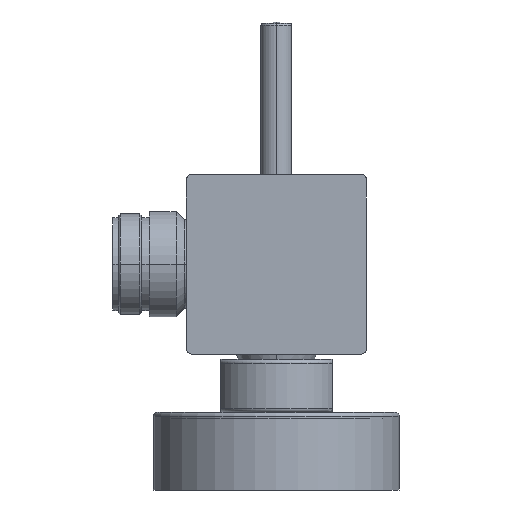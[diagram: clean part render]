
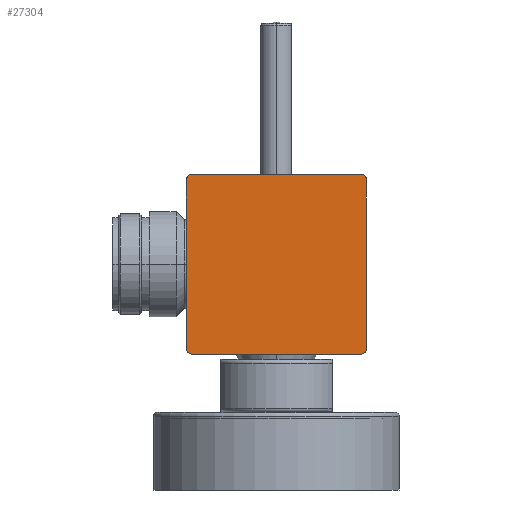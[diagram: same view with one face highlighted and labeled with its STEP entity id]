
A CAD part, left-side view. The second image highlights one B-rep face of the part: STEP entity #27304.
In plain terms, the highlighted planar face has unit normal (-1, 0, 0).
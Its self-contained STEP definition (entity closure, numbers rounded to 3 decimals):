
#30=DIRECTION('',(0.,-1.,0.));
#31=VECTOR('',#30,43.5);
#32=CARTESIAN_POINT('',(-95.,21.75,23.25));
#33=LINE('',#32,#31);
#46=CARTESIAN_POINT('',(-95.,-21.75,21.75));
#47=DIRECTION('',(-1.,0.,0.));
#48=DIRECTION('',(0.,-1.,0.));
#49=AXIS2_PLACEMENT_3D('',#46,#47,#48);
#66=CARTESIAN_POINT('',(-95.,21.75,21.75));
#67=DIRECTION('',(-1.,0.,0.));
#68=DIRECTION('',(0.,0.,1.));
#69=AXIS2_PLACEMENT_3D('',#66,#67,#68);
#76=DIRECTION('',(0.,0.,1.));
#77=VECTOR('',#76,43.5);
#78=CARTESIAN_POINT('',(-95.,23.25,-21.75));
#79=LINE('',#78,#77);
#102=CARTESIAN_POINT('',(-95.,21.75,-21.75));
#103=DIRECTION('',(-1.,0.,0.));
#104=DIRECTION('',(0.,1.,0.));
#105=AXIS2_PLACEMENT_3D('',#102,#103,#104);
#124=DIRECTION('',(0.,1.,0.));
#125=VECTOR('',#124,43.5);
#126=CARTESIAN_POINT('',(-95.,-21.75,-23.25));
#127=LINE('',#126,#125);
#148=CARTESIAN_POINT('',(-95.,-21.75,-21.75));
#149=DIRECTION('',(-1.,0.,0.));
#150=DIRECTION('',(0.,0.,-1.));
#151=AXIS2_PLACEMENT_3D('',#148,#149,#150);
#170=DIRECTION('',(0.,0.,-1.));
#171=VECTOR('',#170,43.5);
#172=CARTESIAN_POINT('',(-95.,-23.25,21.75));
#173=LINE('',#172,#171);
#22923=CARTESIAN_POINT('',(-95.,21.75,23.25));
#22924=CARTESIAN_POINT('',(-95.,-21.75,23.25));
#22925=VERTEX_POINT('',#22923);
#22926=VERTEX_POINT('',#22924);
#22927=CARTESIAN_POINT('',(-95.,-23.25,21.75));
#22928=CARTESIAN_POINT('',(-95.,-23.25,-21.75));
#22929=VERTEX_POINT('',#22927);
#22930=VERTEX_POINT('',#22928);
#22931=CARTESIAN_POINT('',(-95.,-21.75,-23.25));
#22932=CARTESIAN_POINT('',(-95.,21.75,-23.25));
#22933=VERTEX_POINT('',#22931);
#22934=VERTEX_POINT('',#22932);
#22935=CARTESIAN_POINT('',(-95.,23.25,-21.75));
#22936=CARTESIAN_POINT('',(-95.,23.25,21.75));
#22937=VERTEX_POINT('',#22935);
#22938=VERTEX_POINT('',#22936);
#27282=CARTESIAN_POINT('',(-95.,0.,0.));
#27283=DIRECTION('',(1.,0.,0.));
#27284=DIRECTION('',(0.,1.,0.));
#27285=AXIS2_PLACEMENT_3D('',#27282,#27283,#27284);
#27286=PLANE('',#27285);
#27287=ORIENTED_EDGE('',*,*,#27264,.T.);
#27289=ORIENTED_EDGE('',*,*,#27288,.F.);
#27291=ORIENTED_EDGE('',*,*,#27290,.T.);
#27293=ORIENTED_EDGE('',*,*,#27292,.F.);
#27295=ORIENTED_EDGE('',*,*,#27294,.T.);
#27297=ORIENTED_EDGE('',*,*,#27296,.F.);
#27299=ORIENTED_EDGE('',*,*,#27298,.T.);
#27301=ORIENTED_EDGE('',*,*,#27300,.F.);
#27302=EDGE_LOOP('',(#27287,#27289,#27291,#27293,#27295,#27297,#27299,#27301));
#27303=FACE_OUTER_BOUND('',#27302,.F.);
#27304=ADVANCED_FACE('',(#27303),#27286,.F.);
#50=CIRCLE('',#49,1.5);
#70=CIRCLE('',#69,1.5);
#106=CIRCLE('',#105,1.5);
#152=CIRCLE('',#151,1.5);
#27264=EDGE_CURVE('',#22925,#22926,#33,.T.);
#27288=EDGE_CURVE('',#22929,#22926,#50,.T.);
#27290=EDGE_CURVE('',#22929,#22930,#173,.T.);
#27292=EDGE_CURVE('',#22933,#22930,#152,.T.);
#27294=EDGE_CURVE('',#22933,#22934,#127,.T.);
#27296=EDGE_CURVE('',#22937,#22934,#106,.T.);
#27298=EDGE_CURVE('',#22937,#22938,#79,.T.);
#27300=EDGE_CURVE('',#22925,#22938,#70,.T.);
